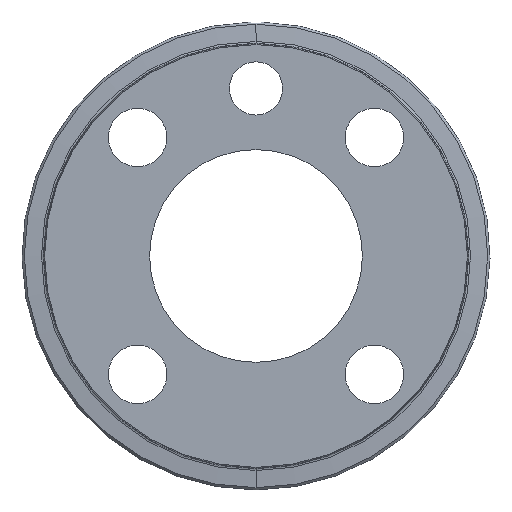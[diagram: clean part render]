
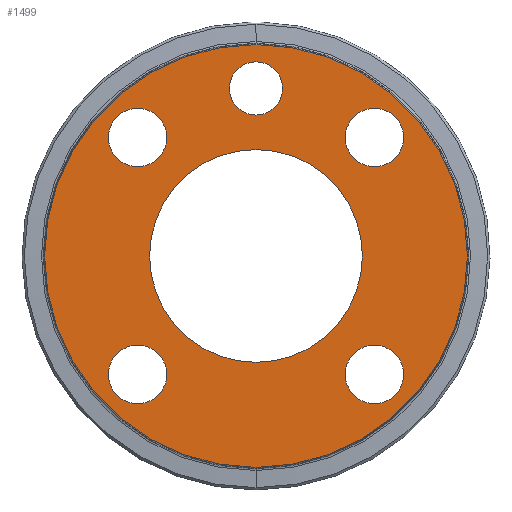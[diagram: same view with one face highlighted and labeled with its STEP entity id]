
A CAD part, left-side view. The second image highlights one B-rep face of the part: STEP entity #1499.
In plain terms, the highlighted planar face has unit normal (-1, 0, 0).
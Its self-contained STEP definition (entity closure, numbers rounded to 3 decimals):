
#22 = CARTESIAN_POINT ( 'NONE',  ( 536.5, 11.123, 900.249 ) ) ;
#26 = ORIENTED_EDGE ( 'NONE', *, *, #1869, .T. ) ;
#38 = CARTESIAN_POINT ( 'NONE',  ( 536.5, -0.014, 907.362 ) ) ;
#52 = CARTESIAN_POINT ( 'NONE',  ( 536.5, -11.151, 897.499 ) ) ;
#53 = EDGE_LOOP ( 'NONE', ( #26, #1251 ) ) ;
#69 = DIRECTION ( 'NONE',  ( 0., 0., 1. ) ) ;
#82 = ORIENTED_EDGE ( 'NONE', *, *, #411, .T. ) ;
#109 = DIRECTION ( 'NONE',  ( 1., 0., 0. ) ) ;
#114 = ORIENTED_EDGE ( 'NONE', *, *, #536, .F. ) ;
#147 = EDGE_CURVE ( 'NONE', #1259, #354, #519, .T. ) ;
#157 = ORIENTED_EDGE ( 'NONE', *, *, #1589, .T. ) ;
#161 = CARTESIAN_POINT ( 'NONE',  ( 536.5, 11.123, 902.999 ) ) ;
#164 = CARTESIAN_POINT ( 'NONE',  ( 536.5, -11.151, 877.975 ) ) ;
#167 = VERTEX_POINT ( 'NONE', #1602 ) ;
#171 = DIRECTION ( 'NONE',  ( 1., 0., 0. ) ) ;
#173 = DIRECTION ( 'NONE',  ( 0., 0., 1. ) ) ;
#189 = CARTESIAN_POINT ( 'NONE',  ( 536.5, -0.014, 902.362 ) ) ;
#235 = FACE_BOUND ( 'NONE', #53, .T. ) ;
#248 = CIRCLE ( 'NONE', #1416, 19.875 ) ;
#252 = DIRECTION ( 'NONE',  ( 0., 0., 1. ) ) ;
#256 = EDGE_LOOP ( 'NONE', ( #1277, #114 ) ) ;
#260 = CARTESIAN_POINT ( 'NONE',  ( 536.5, -0.014, 889.112 ) ) ;
#272 = EDGE_CURVE ( 'NONE', #167, #1634, #660, .T. ) ;
#276 = AXIS2_PLACEMENT_3D ( 'NONE', #1494, #1040, #1644 ) ;
#278 = CIRCLE ( 'NONE', #308, 10. ) ;
#297 = DIRECTION ( 'NONE',  ( 0., 0., 1. ) ) ;
#306 = CIRCLE ( 'NONE', #750, 2.5 ) ;
#308 = AXIS2_PLACEMENT_3D ( 'NONE', #260, #1699, #252 ) ;
#314 = CARTESIAN_POINT ( 'NONE',  ( 536.5, -11.151, 875.225 ) ) ;
#323 = ORIENTED_EDGE ( 'NONE', *, *, #147, .T. ) ;
#346 = CARTESIAN_POINT ( 'NONE',  ( 536.5, -0.014, 889.112 ) ) ;
#354 = VERTEX_POINT ( 'NONE', #928 ) ;
#356 = CARTESIAN_POINT ( 'NONE',  ( 536.5, 11.123, 877.975 ) ) ;
#365 = DIRECTION ( 'NONE',  ( 0., 0., 1. ) ) ;
#375 = EDGE_CURVE ( 'NONE', #1073, #1436, #306, .T. ) ;
#380 = ORIENTED_EDGE ( 'NONE', *, *, #859, .T. ) ;
#397 = AXIS2_PLACEMENT_3D ( 'NONE', #1238, #930, #968 ) ;
#411 = EDGE_CURVE ( 'NONE', #1474, #1039, #1718, .T. ) ;
#455 = AXIS2_PLACEMENT_3D ( 'NONE', #22, #586, #1157 ) ;
#460 = AXIS2_PLACEMENT_3D ( 'NONE', #1590, #561, #1426 ) ;
#504 = EDGE_LOOP ( 'NONE', ( #323, #775 ) ) ;
#506 = DIRECTION ( 'NONE',  ( 1., 0., 0. ) ) ;
#516 = CARTESIAN_POINT ( 'NONE',  ( 536.5, -0.014, 904.862 ) ) ;
#519 = CIRCLE ( 'NONE', #1575, 2.75 ) ;
#536 = EDGE_CURVE ( 'NONE', #829, #1843, #248, .T. ) ;
#537 = FACE_BOUND ( 'NONE', #1334, .T. ) ;
#561 = DIRECTION ( 'NONE',  ( 1., 0., 0. ) ) ;
#575 = CARTESIAN_POINT ( 'NONE',  ( 536.5, 11.123, 877.975 ) ) ;
#586 = DIRECTION ( 'NONE',  ( 1., 0., 0. ) ) ;
#590 = EDGE_LOOP ( 'NONE', ( #1363, #630 ) ) ;
#593 = DIRECTION ( 'NONE',  ( 0., 0., 1. ) ) ;
#611 = CARTESIAN_POINT ( 'NONE',  ( 536.5, -0.014, 869.237 ) ) ;
#626 = CARTESIAN_POINT ( 'NONE',  ( 536.5, -0.014, 879.112 ) ) ;
#630 = ORIENTED_EDGE ( 'NONE', *, *, #1598, .T. ) ;
#643 = CARTESIAN_POINT ( 'NONE',  ( 536.5, -11.151, 902.999 ) ) ;
#647 = CARTESIAN_POINT ( 'NONE',  ( 536.5, -11.151, 877.975 ) ) ;
#660 = CIRCLE ( 'NONE', #455, 2.75 ) ;
#675 = FACE_BOUND ( 'NONE', #1733, .T. ) ;
#695 = AXIS2_PLACEMENT_3D ( 'NONE', #164, #171, #297 ) ;
#696 = CARTESIAN_POINT ( 'NONE',  ( 536.5, 11.123, 875.225 ) ) ;
#739 = VERTEX_POINT ( 'NONE', #1265 ) ;
#750 = AXIS2_PLACEMENT_3D ( 'NONE', #1752, #1471, #69 ) ;
#754 = AXIS2_PLACEMENT_3D ( 'NONE', #346, #1484, #173 ) ;
#772 = EDGE_CURVE ( 'NONE', #1853, #956, #278, .T. ) ;
#775 = ORIENTED_EDGE ( 'NONE', *, *, #1527, .T. ) ;
#802 = FACE_BOUND ( 'NONE', #504, .T. ) ;
#829 = VERTEX_POINT ( 'NONE', #1670 ) ;
#845 = CIRCLE ( 'NONE', #1147, 2.5 ) ;
#847 = CIRCLE ( 'NONE', #460, 19.875 ) ;
#849 = CARTESIAN_POINT ( 'NONE',  ( 536.5, -0.014, 899.112 ) ) ;
#859 = EDGE_CURVE ( 'NONE', #739, #1358, #1507, .T. ) ;
#916 = EDGE_CURVE ( 'NONE', #1843, #829, #847, .T. ) ;
#928 = CARTESIAN_POINT ( 'NONE',  ( 536.5, 11.123, 880.725 ) ) ;
#930 = DIRECTION ( 'NONE',  ( -1., 0., 0. ) ) ;
#935 = CIRCLE ( 'NONE', #1538, 2.75 ) ;
#943 = DIRECTION ( 'NONE',  ( 0., 0., 1. ) ) ;
#956 = VERTEX_POINT ( 'NONE', #849 ) ;
#957 = DIRECTION ( 'NONE',  ( 1., 0., 0. ) ) ;
#958 = FACE_BOUND ( 'NONE', #1548, .T. ) ;
#968 = DIRECTION ( 'NONE',  ( 0., 0., 1. ) ) ;
#1039 = VERTEX_POINT ( 'NONE', #643 ) ;
#1040 = DIRECTION ( 'NONE',  ( 1., 0., 0. ) ) ;
#1073 = VERTEX_POINT ( 'NONE', #38 ) ;
#1090 = AXIS2_PLACEMENT_3D ( 'NONE', #1447, #1586, #1855 ) ;
#1147 = AXIS2_PLACEMENT_3D ( 'NONE', #516, #1253, #1376 ) ;
#1157 = DIRECTION ( 'NONE',  ( 0., 0., 1. ) ) ;
#1215 = CARTESIAN_POINT ( 'NONE',  ( 536.5, -11.151, 900.249 ) ) ;
#1238 = CARTESIAN_POINT ( 'NONE',  ( 536.5, -0.014, 889.112 ) ) ;
#1247 = PLANE ( 'NONE',  #397 ) ;
#1251 = ORIENTED_EDGE ( 'NONE', *, *, #772, .T. ) ;
#1253 = DIRECTION ( 'NONE',  ( 1., 0., 0. ) ) ;
#1259 = VERTEX_POINT ( 'NONE', #696 ) ;
#1263 = CIRCLE ( 'NONE', #1090, 2.75 ) ;
#1265 = CARTESIAN_POINT ( 'NONE',  ( 536.5, -11.151, 880.725 ) ) ;
#1277 = ORIENTED_EDGE ( 'NONE', *, *, #916, .F. ) ;
#1298 = AXIS2_PLACEMENT_3D ( 'NONE', #647, #1400, #943 ) ;
#1334 = EDGE_LOOP ( 'NONE', ( #82, #157 ) ) ;
#1358 = VERTEX_POINT ( 'NONE', #314 ) ;
#1363 = ORIENTED_EDGE ( 'NONE', *, *, #375, .T. ) ;
#1376 = DIRECTION ( 'NONE',  ( 0., 0., 1. ) ) ;
#1391 = FACE_BOUND ( 'NONE', #590, .T. ) ;
#1400 = DIRECTION ( 'NONE',  ( 1., 0., 0. ) ) ;
#1415 = CIRCLE ( 'NONE', #1298, 2.75 ) ;
#1416 = AXIS2_PLACEMENT_3D ( 'NONE', #1652, #957, #1542 ) ;
#1421 = DIRECTION ( 'NONE',  ( 1., 0., 0. ) ) ;
#1426 = DIRECTION ( 'NONE',  ( 0., 0., 1. ) ) ;
#1436 = VERTEX_POINT ( 'NONE', #189 ) ;
#1447 = CARTESIAN_POINT ( 'NONE',  ( 536.5, 11.123, 900.249 ) ) ;
#1461 = ORIENTED_EDGE ( 'NONE', *, *, #1578, .T. ) ;
#1471 = DIRECTION ( 'NONE',  ( 1., 0., 0. ) ) ;
#1474 = VERTEX_POINT ( 'NONE', #52 ) ;
#1477 = CIRCLE ( 'NONE', #754, 10. ) ;
#1484 = DIRECTION ( 'NONE',  ( 1., 0., 0. ) ) ;
#1494 = CARTESIAN_POINT ( 'NONE',  ( 536.5, -11.151, 900.249 ) ) ;
#1499 = ADVANCED_FACE ( 'NONE', ( #1818, #802, #675, #537, #958, #1391, #235 ), #1247, .T. ) ;
#1502 = DIRECTION ( 'NONE',  ( 0., 0., 1. ) ) ;
#1507 = CIRCLE ( 'NONE', #695, 2.75 ) ;
#1527 = EDGE_CURVE ( 'NONE', #354, #1259, #935, .T. ) ;
#1538 = AXIS2_PLACEMENT_3D ( 'NONE', #356, #506, #365 ) ;
#1542 = DIRECTION ( 'NONE',  ( 0., 0., 1. ) ) ;
#1548 = EDGE_LOOP ( 'NONE', ( #1796, #1831 ) ) ;
#1570 = CIRCLE ( 'NONE', #1749, 2.75 ) ;
#1575 = AXIS2_PLACEMENT_3D ( 'NONE', #575, #1421, #593 ) ;
#1578 = EDGE_CURVE ( 'NONE', #1358, #739, #1415, .T. ) ;
#1586 = DIRECTION ( 'NONE',  ( 1., 0., 0. ) ) ;
#1589 = EDGE_CURVE ( 'NONE', #1039, #1474, #1570, .T. ) ;
#1590 = CARTESIAN_POINT ( 'NONE',  ( 536.5, -0.014, 889.112 ) ) ;
#1598 = EDGE_CURVE ( 'NONE', #1436, #1073, #845, .T. ) ;
#1602 = CARTESIAN_POINT ( 'NONE',  ( 536.5, 11.123, 897.499 ) ) ;
#1634 = VERTEX_POINT ( 'NONE', #161 ) ;
#1644 = DIRECTION ( 'NONE',  ( 0., 0., 1. ) ) ;
#1652 = CARTESIAN_POINT ( 'NONE',  ( 536.5, -0.014, 889.112 ) ) ;
#1670 = CARTESIAN_POINT ( 'NONE',  ( 536.5, -0.014, 908.987 ) ) ;
#1699 = DIRECTION ( 'NONE',  ( 1., 0., 0. ) ) ;
#1710 = EDGE_CURVE ( 'NONE', #1634, #167, #1263, .T. ) ;
#1718 = CIRCLE ( 'NONE', #276, 2.75 ) ;
#1733 = EDGE_LOOP ( 'NONE', ( #1461, #380 ) ) ;
#1749 = AXIS2_PLACEMENT_3D ( 'NONE', #1215, #109, #1502 ) ;
#1752 = CARTESIAN_POINT ( 'NONE',  ( 536.5, -0.014, 904.862 ) ) ;
#1796 = ORIENTED_EDGE ( 'NONE', *, *, #272, .T. ) ;
#1818 = FACE_OUTER_BOUND ( 'NONE', #256, .T. ) ;
#1831 = ORIENTED_EDGE ( 'NONE', *, *, #1710, .T. ) ;
#1843 = VERTEX_POINT ( 'NONE', #611 ) ;
#1853 = VERTEX_POINT ( 'NONE', #626 ) ;
#1855 = DIRECTION ( 'NONE',  ( 0., 0., 1. ) ) ;
#1869 = EDGE_CURVE ( 'NONE', #956, #1853, #1477, .T. ) ;
